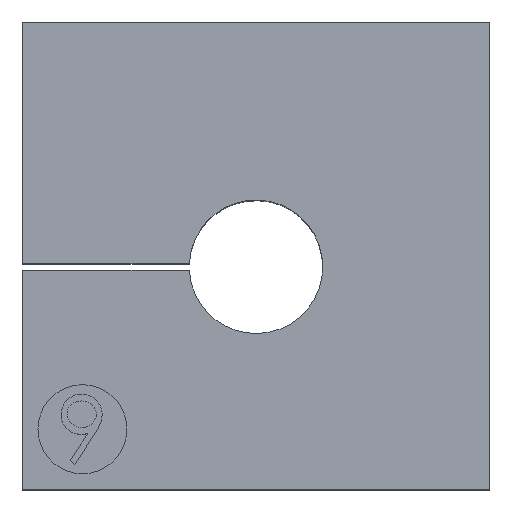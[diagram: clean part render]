
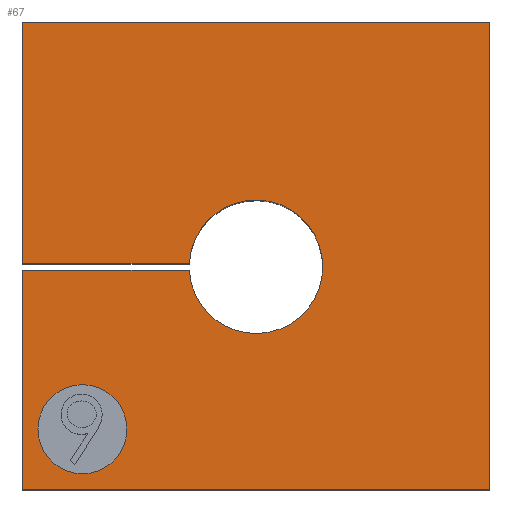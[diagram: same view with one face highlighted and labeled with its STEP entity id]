
A CAD part, top view. The second image highlights one B-rep face of the part: STEP entity #67.
In plain terms, the highlighted planar face has unit normal (0, 0, 1).
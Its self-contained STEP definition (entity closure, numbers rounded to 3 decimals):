
#67=ADVANCED_FACE('NONE',(#134,#135),#136,.F.);
#134=FACE_OUTER_BOUND('',#224,.T.);
#135=FACE_BOUND('',#225,.T.);
#136=PLANE('',#226);
#224=EDGE_LOOP('',(#730,#731,#732,#733,#734,#735,#736,#737,#738));
#225=EDGE_LOOP('',(#739,#740));
#226=AXIS2_PLACEMENT_3D('',#741,#742,#743);
#730=ORIENTED_EDGE('',*,*,#903,.T.);
#731=ORIENTED_EDGE('',*,*,#896,.F.);
#732=ORIENTED_EDGE('',*,*,#877,.F.);
#733=ORIENTED_EDGE('',*,*,#954,.F.);
#734=ORIENTED_EDGE('',*,*,#887,.F.);
#735=ORIENTED_EDGE('',*,*,#948,.T.);
#736=ORIENTED_EDGE('',*,*,#943,.F.);
#737=ORIENTED_EDGE('',*,*,#947,.F.);
#738=ORIENTED_EDGE('',*,*,#933,.T.);
#739=ORIENTED_EDGE('',*,*,#955,.F.);
#740=ORIENTED_EDGE('',*,*,#881,.F.);
#741=CARTESIAN_POINT('',(0.0,0.0,9.5));
#742=DIRECTION('',(0.0,0.0,-1.0));
#743=DIRECTION('',(0.0,-1.0,0.0));
#877=EDGE_CURVE('NONE',#989,#991,#992,.T.);
#881=EDGE_CURVE('NONE',#997,#999,#1000,.T.);
#887=EDGE_CURVE('NONE',#1010,#1011,#1012,.T.);
#896=EDGE_CURVE('NONE',#991,#1028,#1029,.T.);
#903=EDGE_CURVE('NONE',#1041,#1028,#1042,.T.);
#933=EDGE_CURVE('NONE',#1091,#1041,#1093,.T.);
#943=EDGE_CURVE('NONE',#1108,#1110,#1111,.T.);
#947=EDGE_CURVE('NONE',#1091,#1108,#1116,.T.);
#948=EDGE_CURVE('NONE',#1010,#1110,#1117,.T.);
#954=EDGE_CURVE('NONE',#1011,#989,#1123,.T.);
#955=EDGE_CURVE('NONE',#999,#997,#1124,.T.);
#989=VERTEX_POINT('NONE',#1174);
#991=VERTEX_POINT('NONE',#1177);
#992=CIRCLE('',#1178,3.0);
#997=VERTEX_POINT('NONE',#1184);
#999=VERTEX_POINT('NONE',#1187);
#1000=CIRCLE('',#1188,2.0);
#1010=VERTEX_POINT('NONE',#1201);
#1011=VERTEX_POINT('NONE',#1202);
#1012=LINE('',#1203,#1204);
#1028=VERTEX_POINT('NONE',#1228);
#1029=LINE('',#1229,#1230);
#1041=VERTEX_POINT('NONE',#1248);
#1042=LINE('',#1249,#1250);
#1091=VERTEX_POINT('NONE',#1384);
#1093=LINE('',#1387,#1388);
#1108=VERTEX_POINT('NONE',#1411);
#1110=VERTEX_POINT('NONE',#1414);
#1111=LINE('',#1415,#1416);
#1116=LINE('',#1424,#1425);
#1117=LINE('',#1426,#1427);
#1123=CIRCLE('',#1438,3.0);
#1124=CIRCLE('',#1439,2.0);
#1174=CARTESIAN_POINT('',(13.5,-0.5,9.5));
#1177=CARTESIAN_POINT('',(7.504,-0.35,9.5));
#1178=AXIS2_PLACEMENT_3D('',#1713,#1714,#1715);
#1184=CARTESIAN_POINT('',(0.7,-7.8,9.5));
#1187=CARTESIAN_POINT('',(4.7,-7.8,9.5));
#1188=AXIS2_PLACEMENT_3D('',#1721,#1722,#1723);
#1201=CARTESIAN_POINT('',(0.,-0.65,9.5));
#1202=CARTESIAN_POINT('',(7.504,-0.65,9.5));
#1203=CARTESIAN_POINT('',(0.,-0.65,9.5));
#1204=VECTOR('',#1733,1000.0);
#1228=CARTESIAN_POINT('',(0.,-0.35,9.5));
#1229=CARTESIAN_POINT('',(0.,-0.35,9.5));
#1230=VECTOR('',#1742,1000.0);
#1248=CARTESIAN_POINT('',(0.0,10.5,9.5));
#1249=CARTESIAN_POINT('',(0.0,0.0,9.5));
#1250=VECTOR('',#1749,1000.0);
#1384=CARTESIAN_POINT('',(21.0,10.5,9.5));
#1387=CARTESIAN_POINT('',(0.0,10.5,9.5));
#1388=VECTOR('',#1778,1000.0);
#1411=CARTESIAN_POINT('',(21.0,-10.5,9.5));
#1414=CARTESIAN_POINT('',(0.0,-10.5,9.5));
#1415=CARTESIAN_POINT('',(0.0,-10.5,9.5));
#1416=VECTOR('',#1788,1000.0);
#1424=CARTESIAN_POINT('',(21.0,0.,9.5));
#1425=VECTOR('',#1792,1000.0);
#1426=CARTESIAN_POINT('',(0.0,0.0,9.5));
#1427=VECTOR('',#1793,1000.0);
#1438=AXIS2_PLACEMENT_3D('',#1799,#1800,#1801);
#1439=AXIS2_PLACEMENT_3D('',#1802,#1803,#1804);
#1713=CARTESIAN_POINT('',(10.5,-0.5,9.5));
#1714=DIRECTION('',(0.0,0.0,1.0));
#1715=DIRECTION('',(1.0,0.0,0.0));
#1721=CARTESIAN_POINT('',(2.7,-7.8,9.5));
#1722=DIRECTION('',(0.0,0.0,1.0));
#1723=DIRECTION('',(1.0,0.0,0.0));
#1733=DIRECTION('',(1.0,0.,0.0));
#1742=DIRECTION('',(-1.0,0.,-0.0));
#1749=DIRECTION('',(-0.0,-1.0,-0.0));
#1778=DIRECTION('',(-1.0,-0.0,-0.0));
#1788=DIRECTION('',(-1.0,0.0,-0.0));
#1792=DIRECTION('',(0.,-1.0,-0.0));
#1793=DIRECTION('',(-0.0,-1.0,-0.0));
#1799=CARTESIAN_POINT('',(10.5,-0.5,9.5));
#1800=DIRECTION('',(0.0,0.0,1.0));
#1801=DIRECTION('',(1.0,0.0,0.0));
#1802=CARTESIAN_POINT('',(2.7,-7.8,9.5));
#1803=DIRECTION('',(0.0,0.0,1.0));
#1804=DIRECTION('',(1.0,0.0,0.0));
